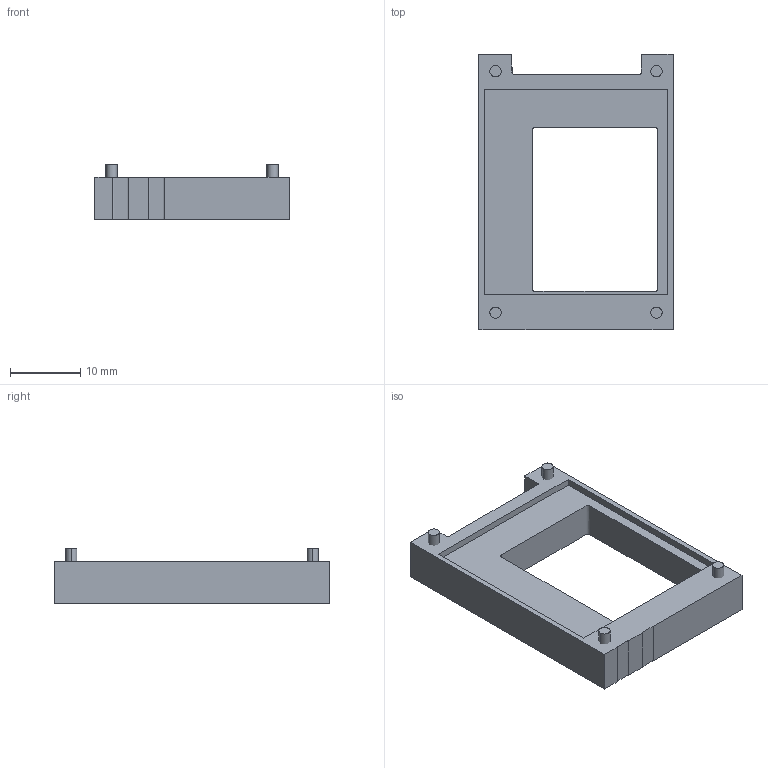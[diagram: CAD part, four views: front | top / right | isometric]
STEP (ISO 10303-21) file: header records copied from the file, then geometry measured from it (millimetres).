
FILE_DESCRIPTION(/* description */ (''),/* implementation_level */ '2;1');
FILE_NAME(/* name */ 'tft_support',/* time_stamp */ '2022-03-21T08:08:00+01:00',/* author */ (''),/* organization */ (''),/* preprocessor_version */ 'ST-DEVELOPER v10',/* originating_system */ '',/* authorisation */ '');
FILE_SCHEMA (('CONFIG_CONTROL_DESIGN'));
Length unit declared in the file: millimetre
Products named in the file (1): 1
Bounding box: 27.6 x 39.1 x 7.76 mm (x, y, z)
Volume: 3184.8 mm3; surface area: 2685.2 mm2
Topology: 5 solids, 5 shells, 39 faces, 86 edges, 58 vertices
Faces by surface type: plane 23, bspline 16
Entity records: 1497 total; most frequent: CARTESIAN_POINT 837, ORIENTED_EDGE 172, EDGE_CURVE 86, VERTEX_POINT 58, B_SPLINE_CURVE_WITH_KNOTS 52, EDGE_LOOP 42, ADVANCED_FACE 39, FACE_OUTER_BOUND 39
